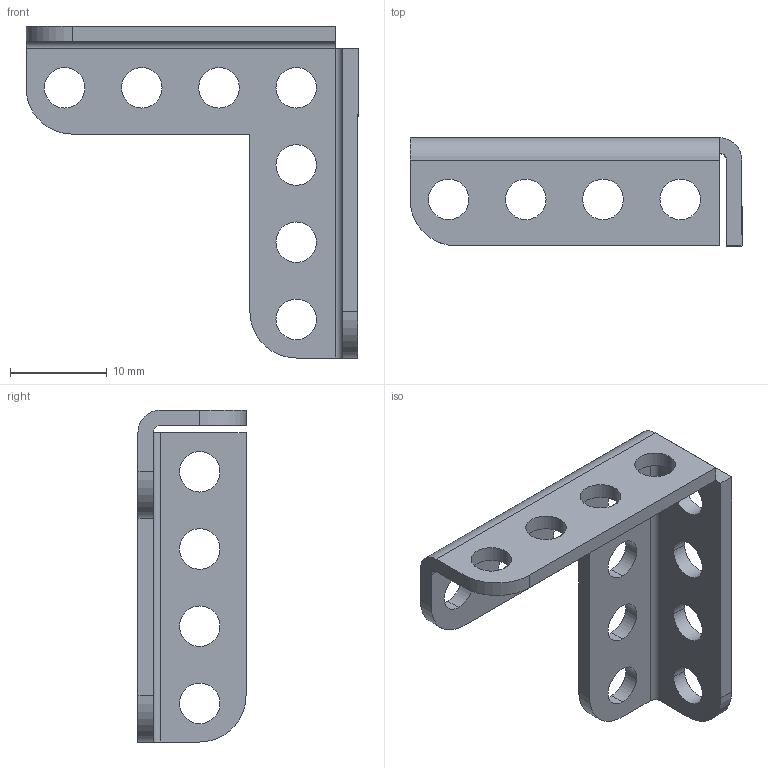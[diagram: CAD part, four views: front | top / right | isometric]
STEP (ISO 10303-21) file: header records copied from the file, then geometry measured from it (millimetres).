
FILE_DESCRIPTION (( 'STEP AP214' ), '1' );
FILE_NAME ('03-0004.step', '2020-04-06T07:06:13', ( '' ), ( '' ), 'SwSTEP 2.0', 'SolidWorks 2020', '' );
FILE_SCHEMA (( 'AUTOMOTIVE_DESIGN' ));
Length unit declared in the file: millimetre
Products named in the file (1): 03-0004
Bounding box: 34.4 x 11.2 x 34.4 mm (x, y, z)
Volume: 1576.6 mm3; surface area: 2551.6 mm2
Topology: 1 solids, 1 shells, 52 faces, 146 edges, 96 vertices
Faces by surface type: cylinder 38, plane 14
Entity records: 1808 total; most frequent: DIRECTION 328, CARTESIAN_POINT 295, ORIENTED_EDGE 292, EDGE_CURVE 146, AXIS2_PLACEMENT_3D 129, VERTEX_POINT 96, EDGE_LOOP 82, CIRCLE 76
